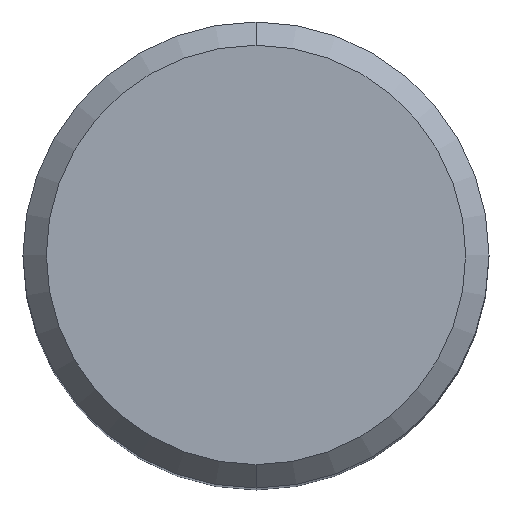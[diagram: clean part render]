
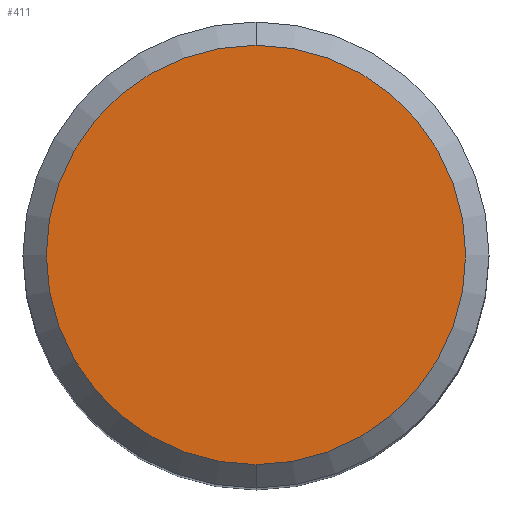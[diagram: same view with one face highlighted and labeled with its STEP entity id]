
A CAD part, top view. The second image highlights one B-rep face of the part: STEP entity #411.
In plain terms, the highlighted planar face has unit normal (0, 0, 1).
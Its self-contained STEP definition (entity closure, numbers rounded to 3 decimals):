
#197=EDGE_CURVE('',#433,#247,#508,.T.);
#247=VERTEX_POINT('',#564);
#373=EDGE_CURVE('',#247,#433,#699,.T.);
#411=ADVANCED_FACE('',(#740),#741,.T.);
#433=VERTEX_POINT('',#766);
#508=CIRCLE('',#865,9.0);
#564=CARTESIAN_POINT('',(0.,-9.0,0.0));
#699=CIRCLE('',#1447,9.0);
#740=FACE_OUTER_BOUND('',#1502,.T.);
#741=PLANE('',#1503);
#766=CARTESIAN_POINT('',(0.0,9.0,0.0));
#865=AXIS2_PLACEMENT_3D('',#1651,#1652,#1653);
#1447=AXIS2_PLACEMENT_3D('',#1835,#1836,#1837);
#1502=EDGE_LOOP('',(#1888,#1889));
#1503=AXIS2_PLACEMENT_3D('',#1890,#1891,#1892);
#1651=CARTESIAN_POINT('',(0.0,0.0,0.0));
#1652=DIRECTION('',(0.0,0.0,-1.0));
#1653=DIRECTION('',(0.0,1.0,0.0));
#1835=CARTESIAN_POINT('',(0.0,0.0,0.0));
#1836=DIRECTION('',(0.0,0.0,-1.0));
#1837=DIRECTION('',(0.0,1.0,0.0));
#1888=ORIENTED_EDGE('',*,*,#197,.F.);
#1889=ORIENTED_EDGE('',*,*,#373,.F.);
#1890=CARTESIAN_POINT('',(0.0,4.5,0.0));
#1891=DIRECTION('',(-0.0,0.0,1.0));
#1892=DIRECTION('',(0.0,-1.0,0.0));
